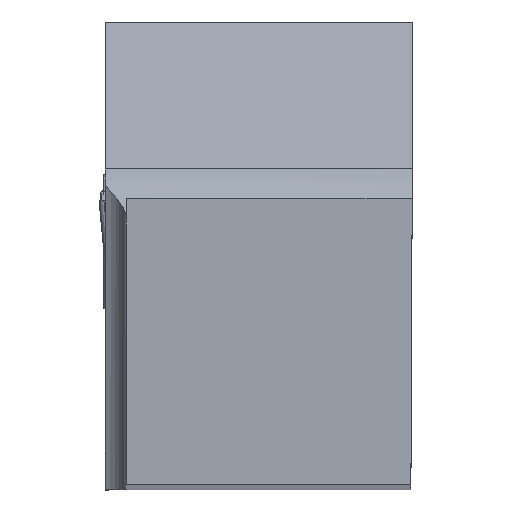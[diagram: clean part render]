
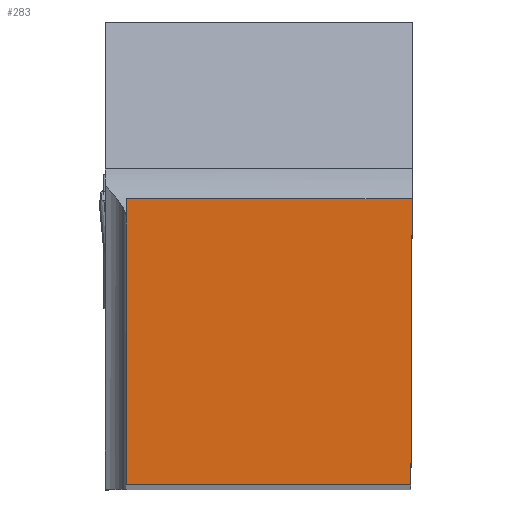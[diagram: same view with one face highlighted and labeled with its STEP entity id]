
A CAD part, top view. The second image highlights one B-rep face of the part: STEP entity #283.
In plain terms, the highlighted planar face has unit normal (0, 0, 1).
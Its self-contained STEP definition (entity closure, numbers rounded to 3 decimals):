
#283=ADVANCED_FACE('CU_BACK_SU1',(#435),#382,.F.);
#382=PLANE('',#1971);
#435=FACE_OUTER_BOUND('',#538,.T.);
#538=EDGE_LOOP('',(#763,#764,#765,#766));
#763=ORIENTED_EDGE('',*,*,#1418,.T.);
#764=ORIENTED_EDGE('',*,*,#1376,.T.);
#765=ORIENTED_EDGE('',*,*,#1386,.T.);
#766=ORIENTED_EDGE('',*,*,#1420,.F.);
#1204=VERTEX_POINT('',#2558);
#1205=VERTEX_POINT('',#2560);
#1212=VERTEX_POINT('',#2577);
#1229=VERTEX_POINT('',#2667);
#1376=EDGE_CURVE('',#1205,#1204,#1635,.T.);
#1386=EDGE_CURVE('',#1204,#1212,#1644,.T.);
#1418=EDGE_CURVE('',#1229,#1205,#1666,.T.);
#1420=EDGE_CURVE('',#1229,#1212,#1668,.T.);
#1635=LINE('',#2559,#1775);
#1644=LINE('',#2578,#1784);
#1666=LINE('',#2666,#1806);
#1668=LINE('',#2670,#1808);
#1775=VECTOR('',#2132,1.);
#1784=VECTOR('',#2145,1.);
#1806=VECTOR('',#2207,1.);
#1808=VECTOR('',#2211,1.);
#1971=AXIS2_PLACEMENT_3D('',#2671,#2212,#2213);
#2132=DIRECTION('',(0.004,1.,0.));
#2145=DIRECTION('',(-1.,0.,0.));
#2207=DIRECTION('',(1.,0.,0.));
#2211=DIRECTION('',(0.,1.,0.));
#2212=DIRECTION('',(0.,0.,-1.));
#2213=DIRECTION('',(0.,-1.,0.));
#2558=CARTESIAN_POINT('',(0.,11.875,0.));
#2559=CARTESIAN_POINT('',(0.088,31.973,0.));
#2560=CARTESIAN_POINT('',(-0.052,0.,0.));
#2577=CARTESIAN_POINT('',(-11.875,11.875,0.));
#2578=CARTESIAN_POINT('',(22.594,11.875,0.));
#2666=CARTESIAN_POINT('',(22.594,0.,0.));
#2667=CARTESIAN_POINT('',(-11.875,0.,0.));
#2670=CARTESIAN_POINT('',(-11.875,31.875,0.));
#2671=CARTESIAN_POINT('',(22.594,31.875,0.));
